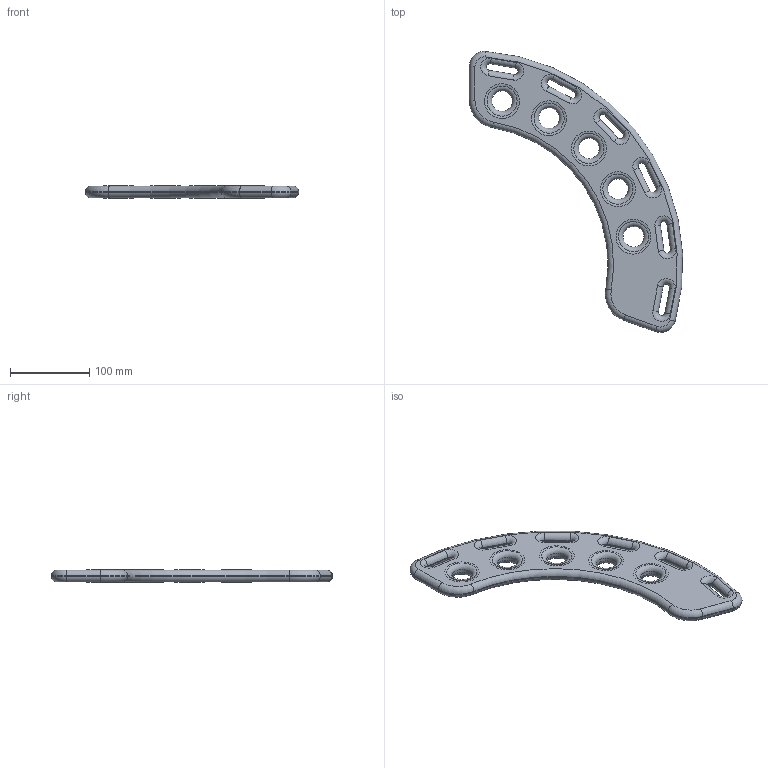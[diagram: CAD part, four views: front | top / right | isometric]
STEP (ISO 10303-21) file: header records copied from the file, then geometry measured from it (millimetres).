
FILE_DESCRIPTION(/* description */ (''),/* implementation_level */ '2;1');
FILE_NAME(/* name */ 'JB12.stp',/* time_stamp */ '2016-11-16T15:11:05+01:00',/* author */ ('nicola'),/* organization */ (''),/* preprocessor_version */ 'ST-DEVELOPER v16.5',/* originating_system */ 'Autodesk Inventor 2017',/* authorisation */ '');
FILE_SCHEMA (('AUTOMOTIVE_DESIGN { 1 0 10303 214 3 1 1 }'));
Length unit declared in the file: millimetre
Products named in the file (1): JB12
Bounding box: 269.32 x 355.06 x 16 mm (x, y, z)
Volume: 488832 mm3; surface area: 90493.4 mm2
Topology: 1 solids, 1 shells, 133 faces, 319 edges, 188 vertices
Faces by surface type: cylinder 61, torus 56, plane 16
Full cylindrical faces by diameter (mm): 26 x5, 37.991 x10
Entity records: 3576 total; most frequent: DIRECTION 708, CARTESIAN_POINT 566, ORIENTED_EDGE 528, AXIS2_PLACEMENT_3D 310, EDGE_CURVE 264, EDGE_LOOP 190, CIRCLE 176, VERTEX_POINT 168
